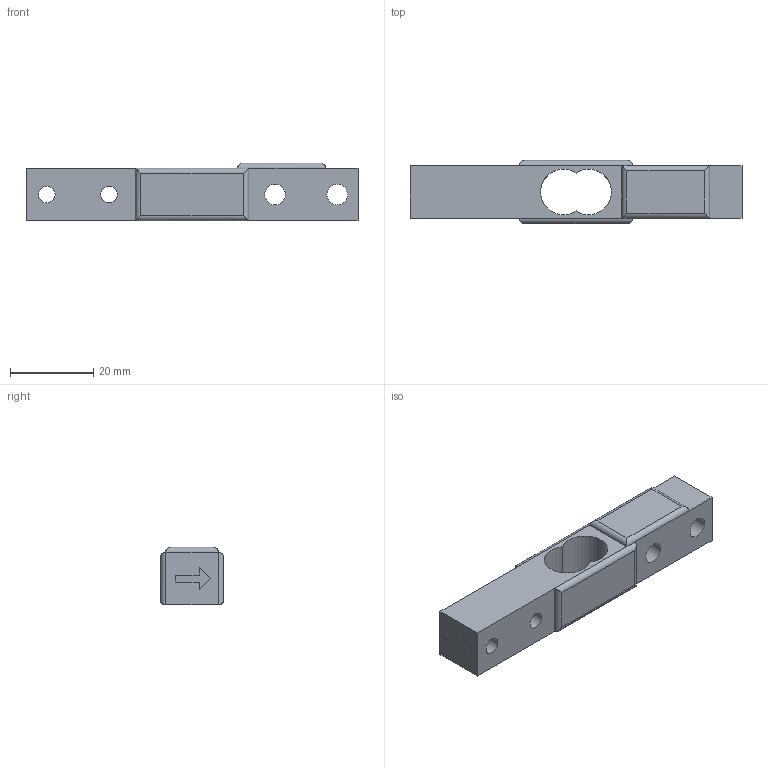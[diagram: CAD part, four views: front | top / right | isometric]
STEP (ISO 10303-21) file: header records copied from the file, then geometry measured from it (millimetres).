
FILE_DESCRIPTION(/* description */ (''),/* implementation_level */ '2;1');
FILE_NAME(/* name */ 'Load Cell 5kg YZC-133 v8.step',/* time_stamp */ '2017-04-28T14:34:25-07:00',/* author */ (''),/* organization */ (''),/* preprocessor_version */ 'ST-DEVELOPER v16.13',/* originating_system */ 'Autodesk Translation Framework v6.1.1.50',/* authorisation */ '');
FILE_SCHEMA (('AUTOMOTIVE_DESIGN { 1 0 10303 214 3 1 1 }'));
Length unit declared in the file: millimetre
Products named in the file (1): Load Cell 5kg YZC-133 v8
Bounding box: 80 x 15.2 x 13.95 mm (x, y, z)
Volume: 11200.7 mm3; surface area: 5428.6 mm2
Topology: 1 solids, 1 shells, 38 faces, 93 edges, 58 vertices
Faces by surface type: plane 20, cylinder 18
Full cylindrical faces by diameter (mm): 4 x2, 5 x2
Entity records: 1156 total; most frequent: DIRECTION 191, CARTESIAN_POINT 186, ORIENTED_EDGE 178, EDGE_CURVE 89, LINE 65, VECTOR 65, AXIS2_PLACEMENT_3D 63, VERTEX_POINT 58
